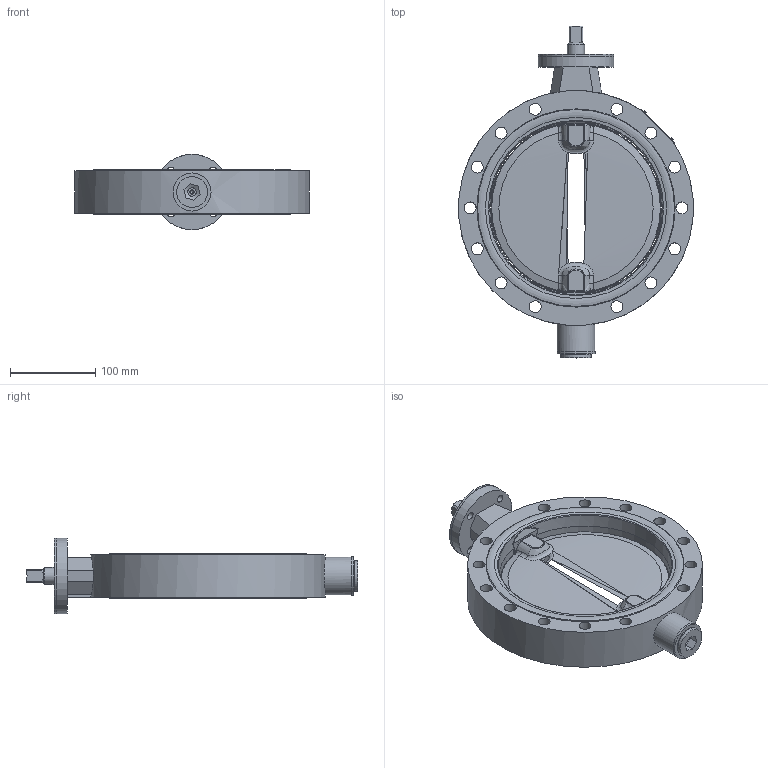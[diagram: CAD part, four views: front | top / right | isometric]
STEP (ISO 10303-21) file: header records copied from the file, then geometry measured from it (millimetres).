
FILE_DESCRIPTION((''),'2;1');
FILE_NAME('TW-Norm DN200.stp','2008-05-27T08:50:51',('hellwig'),(''),'Autodesk Inventor 11','Autodesk Inventor 11','');
FILE_SCHEMA(('AUTOMOTIVE_DESIGN { 1 0 10303 214 1 1 1 1 }'));
Length unit declared in the file: millimetre
Products named in the file (1): Bauteil1
Bounding box: 274.2 x 388.5 x 88.5 mm (x, y, z)
Volume: 1717426.9 mm3; surface area: 261060.2 mm2
Topology: 1 solids, 12 shells, 450 faces, 1158 edges, 738 vertices
Faces by surface type: plane 133, cylinder 120, bspline 120, cone 37, torus 32, sphere 8
Full cylindrical faces by diameter (mm): 2.8 x2, 3 x2, 4 x1, 4.917 x2, 6 x1, 9 x4, 14 x14, 16 x1, 16.3 x1, 18.7 x3, 19 x1, 20 x7, 20.2 x2, 26 x1, 28 x2, 30.3 x1, 35.9 x1, 36 x1, 44 x1, 44.5 x1, 51.1 x1, 79 x1, 88 x1, 88.5 x1
Entity records: 17764 total; most frequent: CARTESIAN_POINT 8226, ORIENTED_EDGE 1960, DIRECTION 1777, EDGE_CURVE 980, AXIS2_PLACEMENT_3D 755, VERTEX_POINT 685, EDGE_LOOP 641, FACE_OUTER_BOUND 449
